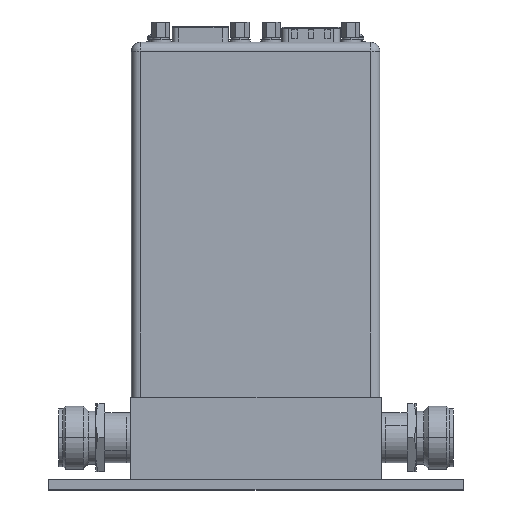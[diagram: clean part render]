
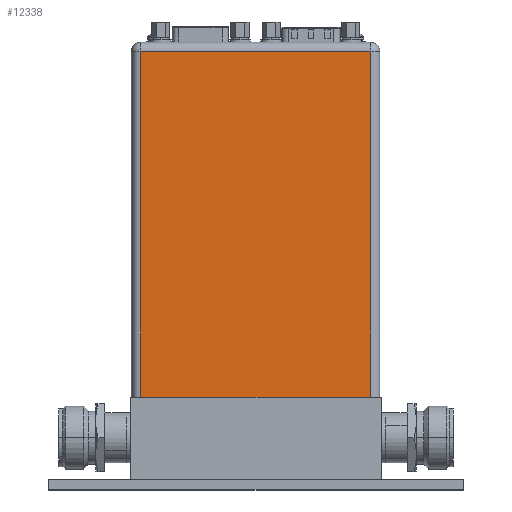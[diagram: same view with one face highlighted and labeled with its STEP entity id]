
A CAD part, top view. The second image highlights one B-rep face of the part: STEP entity #12338.
In plain terms, the highlighted planar face has unit normal (0, 0, 1).
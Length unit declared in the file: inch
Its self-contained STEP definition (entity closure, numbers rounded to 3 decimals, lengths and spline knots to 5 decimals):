
#10888=DIRECTION('',(0.,1.,0.));
#10889=VECTOR('',#10888,4.141);
#10890=CARTESIAN_POINT('',(1.3785,0.,1.425));
#10891=LINE('',#10890,#10889);
#10896=DIRECTION('',(-1.,0.,0.));
#10897=VECTOR('',#10896,2.757);
#10898=CARTESIAN_POINT('',(1.3785,0.,1.425));
#10899=LINE('',#10898,#10897);
#10904=DIRECTION('',(0.,-1.,0.));
#10905=VECTOR('',#10904,4.141);
#10906=CARTESIAN_POINT('',(-1.3785,4.141,1.425));
#10907=LINE('',#10906,#10905);
#11418=DIRECTION('',(-1.,0.,0.));
#11419=VECTOR('',#11418,2.757);
#11420=CARTESIAN_POINT('',(1.3785,4.141,1.425));
#11421=LINE('',#11420,#11419);
#11930=CARTESIAN_POINT('',(-1.3785,0.,1.425));
#11931=VERTEX_POINT('',#11930);
#11932=CARTESIAN_POINT('',(1.3785,0.,1.425));
#11933=VERTEX_POINT('',#11932);
#12191=CARTESIAN_POINT('',(1.3785,4.141,1.425));
#12192=VERTEX_POINT('',#12191);
#12193=CARTESIAN_POINT('',(-1.3785,4.141,1.425));
#12194=VERTEX_POINT('',#12193);
#12325=CARTESIAN_POINT('',(-1.4875,0.,1.425));
#12326=DIRECTION('',(0.,0.,1.));
#12327=DIRECTION('',(1.,0.,0.));
#12328=AXIS2_PLACEMENT_3D('',#12325,#12326,#12327);
#12329=PLANE('',#12328);
#12330=ORIENTED_EDGE('',*,*,#12317,.F.);
#12331=ORIENTED_EDGE('',*,*,#12245,.T.);
#12333=ORIENTED_EDGE('',*,*,#12332,.F.);
#12335=ORIENTED_EDGE('',*,*,#12334,.F.);
#12336=EDGE_LOOP('',(#12330,#12331,#12333,#12335));
#12337=FACE_OUTER_BOUND('',#12336,.F.);
#12338=ADVANCED_FACE('',(#12337),#12329,.T.);
#12245=EDGE_CURVE('',#11933,#11931,#10899,.T.);
#12317=EDGE_CURVE('',#11933,#12192,#10891,.T.);
#12332=EDGE_CURVE('',#12194,#11931,#10907,.T.);
#12334=EDGE_CURVE('',#12192,#12194,#11421,.T.);
